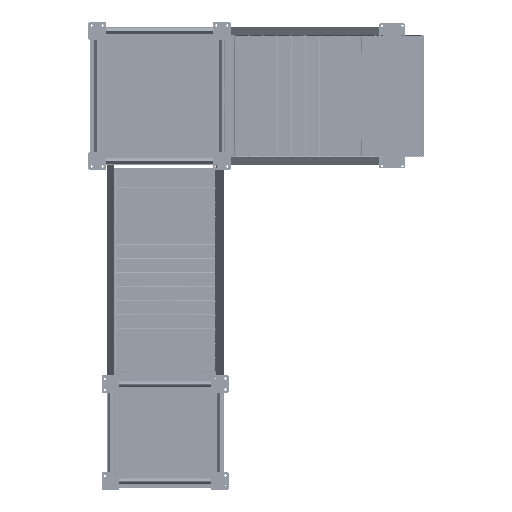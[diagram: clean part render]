
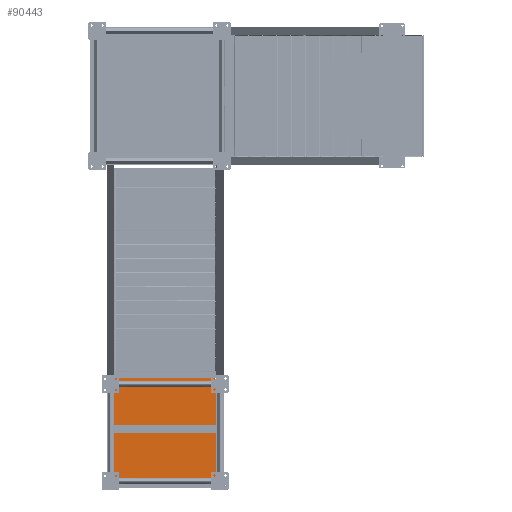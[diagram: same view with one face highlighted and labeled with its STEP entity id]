
A CAD part, front view. The second image highlights one B-rep face of the part: STEP entity #90443.
In plain terms, the highlighted free-form (B-spline) face has degree [1, 1] with [2, 2] control points.
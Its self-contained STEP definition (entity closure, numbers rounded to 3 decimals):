
#90025 = EDGE_CURVE('',#90026,#90028,#90030,.T.);
#90026 = VERTEX_POINT('',#90027);
#90027 = CARTESIAN_POINT('',(-471.18,3372.204,
    2544.597));
#90028 = VERTEX_POINT('',#90029);
#90029 = CARTESIAN_POINT('',(-456.97,3372.204,
    2558.807));
#90030 = ( BOUNDED_CURVE() B_SPLINE_CURVE(2,(#90031,#90032,#90033),
.UNSPECIFIED.,.F.,.F.) B_SPLINE_CURVE_WITH_KNOTS((3,3),(4.712,
6.283),.PIECEWISE_BEZIER_KNOTS.) CURVE() 
GEOMETRIC_REPRESENTATION_ITEM() RATIONAL_B_SPLINE_CURVE((1.,
0.707,1.)) REPRESENTATION_ITEM('') );
#90031 = CARTESIAN_POINT('',(-471.18,3372.204,
    2544.597));
#90032 = CARTESIAN_POINT('',(-456.97,3372.204,
    2544.597));
#90033 = CARTESIAN_POINT('',(-456.97,3372.204,
    2558.807));
#90065 = EDGE_CURVE('',#90066,#90068,#90070,.T.);
#90066 = VERTEX_POINT('',#90067);
#90067 = CARTESIAN_POINT('',(-1664.821,3372.204,
    2558.807));
#90068 = VERTEX_POINT('',#90069);
#90069 = CARTESIAN_POINT('',(-1650.611,3372.204,
    2544.597));
#90070 = ( BOUNDED_CURVE() B_SPLINE_CURVE(2,(#90071,#90072,#90073),
.UNSPECIFIED.,.F.,.F.) B_SPLINE_CURVE_WITH_KNOTS((3,3),(3.142,
4.712),.PIECEWISE_BEZIER_KNOTS.) CURVE() 
GEOMETRIC_REPRESENTATION_ITEM() RATIONAL_B_SPLINE_CURVE((1.,
0.707,1.)) REPRESENTATION_ITEM('') );
#90071 = CARTESIAN_POINT('',(-1664.821,3372.204,
    2558.807));
#90072 = CARTESIAN_POINT('',(-1664.821,3372.204,
    2544.597));
#90073 = CARTESIAN_POINT('',(-1650.611,3372.204,
    2544.597));
#90105 = EDGE_CURVE('',#90106,#90108,#90110,.T.);
#90106 = VERTEX_POINT('',#90107);
#90107 = CARTESIAN_POINT('',(-1650.611,3372.204,
    3752.449));
#90108 = VERTEX_POINT('',#90109);
#90109 = CARTESIAN_POINT('',(-1664.821,3372.204,
    3738.239));
#90110 = ( BOUNDED_CURVE() B_SPLINE_CURVE(2,(#90111,#90112,#90113),
.UNSPECIFIED.,.F.,.F.) B_SPLINE_CURVE_WITH_KNOTS((3,3),(1.571,
3.142),.PIECEWISE_BEZIER_KNOTS.) CURVE() 
GEOMETRIC_REPRESENTATION_ITEM() RATIONAL_B_SPLINE_CURVE((1.,
0.707,1.)) REPRESENTATION_ITEM('') );
#90111 = CARTESIAN_POINT('',(-1650.611,3372.204,
    3752.449));
#90112 = CARTESIAN_POINT('',(-1664.821,3372.204,
    3752.449));
#90113 = CARTESIAN_POINT('',(-1664.821,3372.204,
    3738.239));
#90145 = EDGE_CURVE('',#90146,#90148,#90150,.T.);
#90146 = VERTEX_POINT('',#90147);
#90147 = CARTESIAN_POINT('',(-456.97,3372.204,
    3738.239));
#90148 = VERTEX_POINT('',#90149);
#90149 = CARTESIAN_POINT('',(-471.18,3372.204,
    3752.449));
#90150 = ( BOUNDED_CURVE() B_SPLINE_CURVE(2,(#90151,#90152,#90153),
.UNSPECIFIED.,.F.,.F.) B_SPLINE_CURVE_WITH_KNOTS((3,3),(0.,
1.571),.PIECEWISE_BEZIER_KNOTS.) CURVE() 
GEOMETRIC_REPRESENTATION_ITEM() RATIONAL_B_SPLINE_CURVE((1.,
0.707,1.)) REPRESENTATION_ITEM('') );
#90151 = CARTESIAN_POINT('',(-456.97,3372.204,
    3738.239));
#90152 = CARTESIAN_POINT('',(-456.97,3372.204,
    3752.449));
#90153 = CARTESIAN_POINT('',(-471.18,3372.204,
    3752.449));
#90195 = VERTEX_POINT('',#90196);
#90196 = CARTESIAN_POINT('',(-456.97,3372.204,
    3706.977));
#90201 = EDGE_CURVE('',#90202,#90195,#90204,.T.);
#90202 = VERTEX_POINT('',#90203);
#90203 = CARTESIAN_POINT('',(-513.81,3372.204,
    3706.977));
#90204 = B_SPLINE_CURVE_WITH_KNOTS('',1,(#90205,#90206),.UNSPECIFIED.,
  .F.,.F.,(2,2),(0.,40.),.PIECEWISE_BEZIER_KNOTS.);
#90205 = CARTESIAN_POINT('',(-513.81,3372.204,
    3706.977));
#90206 = CARTESIAN_POINT('',(-456.97,3372.204,
    3706.977));
#90231 = VERTEX_POINT('',#90232);
#90232 = CARTESIAN_POINT('',(-513.81,3372.204,
    3650.136));
#90237 = EDGE_CURVE('',#90238,#90231,#90240,.T.);
#90238 = VERTEX_POINT('',#90239);
#90239 = CARTESIAN_POINT('',(-456.97,3372.204,
    3650.136));
#90240 = B_SPLINE_CURVE_WITH_KNOTS('',1,(#90241,#90242),.UNSPECIFIED.,
  .F.,.F.,(2,2),(-40.,0.),.PIECEWISE_BEZIER_KNOTS.);
#90241 = CARTESIAN_POINT('',(-456.97,3372.204,
    3650.136));
#90242 = CARTESIAN_POINT('',(-513.81,3372.204,
    3650.136));
#90258 = EDGE_CURVE('',#90231,#90202,#90259,.T.);
#90259 = ( BOUNDED_CURVE() B_SPLINE_CURVE(2,(#90260,#90261,#90262,#90263
,#90264),.UNSPECIFIED.,.F.,.F.) B_SPLINE_CURVE_WITH_KNOTS((3,2,3),(
    1.571,3.142,4.712),
.PIECEWISE_BEZIER_KNOTS.) CURVE() GEOMETRIC_REPRESENTATION_ITEM() 
RATIONAL_B_SPLINE_CURVE((1.,0.707,1.,0.707,1.)) 
REPRESENTATION_ITEM('') );
#90260 = CARTESIAN_POINT('',(-513.81,3372.204,
    3650.136));
#90261 = CARTESIAN_POINT('',(-542.23,3372.204,
    3650.136));
#90262 = CARTESIAN_POINT('',(-542.23,3372.204,
    3678.557));
#90263 = CARTESIAN_POINT('',(-542.23,3372.204,
    3706.977));
#90264 = CARTESIAN_POINT('',(-513.81,3372.204,
    3706.977));
#90299 = VERTEX_POINT('',#90300);
#90300 = CARTESIAN_POINT('',(-1664.821,3372.204,
    3652.978));
#90305 = EDGE_CURVE('',#90306,#90299,#90308,.T.);
#90306 = VERTEX_POINT('',#90307);
#90307 = CARTESIAN_POINT('',(-1615.086,3372.204,
    3652.978));
#90308 = B_SPLINE_CURVE_WITH_KNOTS('',1,(#90309,#90310),.UNSPECIFIED.,
  .F.,.F.,(2,2),(0.,35.),.PIECEWISE_BEZIER_KNOTS.);
#90309 = CARTESIAN_POINT('',(-1615.086,3372.204,
    3652.978));
#90310 = CARTESIAN_POINT('',(-1664.821,3372.204,
    3652.978));
#90335 = VERTEX_POINT('',#90336);
#90336 = CARTESIAN_POINT('',(-1615.086,3372.204,
    3709.819));
#90341 = EDGE_CURVE('',#90342,#90335,#90344,.T.);
#90342 = VERTEX_POINT('',#90343);
#90343 = CARTESIAN_POINT('',(-1664.821,3372.204,
    3709.819));
#90344 = B_SPLINE_CURVE_WITH_KNOTS('',1,(#90345,#90346),.UNSPECIFIED.,
  .F.,.F.,(2,2),(-35.,0.),.PIECEWISE_BEZIER_KNOTS.);
#90345 = CARTESIAN_POINT('',(-1664.821,3372.204,
    3709.819));
#90346 = CARTESIAN_POINT('',(-1615.086,3372.204,
    3709.819));
#90370 = EDGE_CURVE('',#90335,#90371,#90373,.T.);
#90371 = VERTEX_POINT('',#90372);
#90372 = CARTESIAN_POINT('',(-1586.666,3372.204,
    3681.399));
#90373 = ( BOUNDED_CURVE() B_SPLINE_CURVE(2,(#90374,#90375,#90376),
.UNSPECIFIED.,.F.,.F.) B_SPLINE_CURVE_WITH_KNOTS((3,3),(1.571,
3.142),.PIECEWISE_BEZIER_KNOTS.) CURVE() 
GEOMETRIC_REPRESENTATION_ITEM() RATIONAL_B_SPLINE_CURVE((1.,
0.707,1.)) REPRESENTATION_ITEM('') );
#90374 = CARTESIAN_POINT('',(-1615.086,3372.204,
    3709.819));
#90375 = CARTESIAN_POINT('',(-1586.666,3372.204,
    3709.819));
#90376 = CARTESIAN_POINT('',(-1586.666,3372.204,
    3681.399));
#90443 = ADVANCED_FACE('',(#90444),#90492,.F.);
#90444 = FACE_BOUND('',#90445,.T.);
#90445 = EDGE_LOOP('',(#90446,#90451,#90452,#90457,#90458,#90463,#90464,
    #90465,#90471,#90472,#90477,#90478,#90483,#90484,#90489,#90490,
    #90491));
#90446 = ORIENTED_EDGE('',*,*,#90447,.F.);
#90447 = EDGE_CURVE('',#90146,#90195,#90448,.T.);
#90448 = B_SPLINE_CURVE_WITH_KNOTS('',1,(#90449,#90450),.UNSPECIFIED.,
  .F.,.F.,(2,2),(-840.,-818.),.PIECEWISE_BEZIER_KNOTS.);
#90449 = CARTESIAN_POINT('',(-456.97,3372.204,
    3738.239));
#90450 = CARTESIAN_POINT('',(-456.97,3372.204,
    3706.977));
#90451 = ORIENTED_EDGE('',*,*,#90145,.T.);
#90452 = ORIENTED_EDGE('',*,*,#90453,.F.);
#90453 = EDGE_CURVE('',#90106,#90148,#90454,.T.);
#90454 = B_SPLINE_CURVE_WITH_KNOTS('',1,(#90455,#90456),.UNSPECIFIED.,
  .F.,.F.,(2,2),(10.,840.),.PIECEWISE_BEZIER_KNOTS.);
#90455 = CARTESIAN_POINT('',(-1650.611,3372.204,
    3752.449));
#90456 = CARTESIAN_POINT('',(-471.18,3372.204,
    3752.449));
#90457 = ORIENTED_EDGE('',*,*,#90105,.T.);
#90458 = ORIENTED_EDGE('',*,*,#90459,.F.);
#90459 = EDGE_CURVE('',#90342,#90108,#90460,.T.);
#90460 = B_SPLINE_CURVE_WITH_KNOTS('',1,(#90461,#90462),.UNSPECIFIED.,
  .F.,.F.,(2,2),(820.,840.),.PIECEWISE_BEZIER_KNOTS.);
#90461 = CARTESIAN_POINT('',(-1664.821,3372.204,
    3709.819));
#90462 = CARTESIAN_POINT('',(-1664.821,3372.204,
    3738.239));
#90463 = ORIENTED_EDGE('',*,*,#90341,.T.);
#90464 = ORIENTED_EDGE('',*,*,#90370,.T.);
#90465 = ORIENTED_EDGE('',*,*,#90466,.T.);
#90466 = EDGE_CURVE('',#90371,#90306,#90467,.T.);
#90467 = ( BOUNDED_CURVE() B_SPLINE_CURVE(2,(#90468,#90469,#90470),
.UNSPECIFIED.,.F.,.F.) B_SPLINE_CURVE_WITH_KNOTS((3,3),(3.142,
4.712),.PIECEWISE_BEZIER_KNOTS.) CURVE() 
GEOMETRIC_REPRESENTATION_ITEM() RATIONAL_B_SPLINE_CURVE((1.,
0.707,1.)) REPRESENTATION_ITEM('') );
#90468 = CARTESIAN_POINT('',(-1586.666,3372.204,
    3681.399));
#90469 = CARTESIAN_POINT('',(-1586.666,3372.204,
    3652.978));
#90470 = CARTESIAN_POINT('',(-1615.086,3372.204,
    3652.978));
#90471 = ORIENTED_EDGE('',*,*,#90305,.T.);
#90472 = ORIENTED_EDGE('',*,*,#90473,.F.);
#90473 = EDGE_CURVE('',#90066,#90299,#90474,.T.);
#90474 = B_SPLINE_CURVE_WITH_KNOTS('',1,(#90475,#90476),.UNSPECIFIED.,
  .F.,.F.,(2,2),(10.,780.),.PIECEWISE_BEZIER_KNOTS.);
#90475 = CARTESIAN_POINT('',(-1664.821,3372.204,
    2558.807));
#90476 = CARTESIAN_POINT('',(-1664.821,3372.204,
    3652.978));
#90477 = ORIENTED_EDGE('',*,*,#90065,.T.);
#90478 = ORIENTED_EDGE('',*,*,#90479,.F.);
#90479 = EDGE_CURVE('',#90026,#90068,#90480,.T.);
#90480 = B_SPLINE_CURVE_WITH_KNOTS('',1,(#90481,#90482),.UNSPECIFIED.,
  .F.,.F.,(2,2),(-840.,-10.),.PIECEWISE_BEZIER_KNOTS.);
#90481 = CARTESIAN_POINT('',(-471.18,3372.204,
    2544.597));
#90482 = CARTESIAN_POINT('',(-1650.611,3372.204,
    2544.597));
#90483 = ORIENTED_EDGE('',*,*,#90025,.T.);
#90484 = ORIENTED_EDGE('',*,*,#90485,.F.);
#90485 = EDGE_CURVE('',#90238,#90028,#90486,.T.);
#90486 = B_SPLINE_CURVE_WITH_KNOTS('',1,(#90487,#90488),.UNSPECIFIED.,
  .F.,.F.,(2,2),(-778.,-10.),.PIECEWISE_BEZIER_KNOTS.);
#90487 = CARTESIAN_POINT('',(-456.97,3372.204,
    3650.136));
#90488 = CARTESIAN_POINT('',(-456.97,3372.204,
    2558.807));
#90489 = ORIENTED_EDGE('',*,*,#90237,.T.);
#90490 = ORIENTED_EDGE('',*,*,#90258,.T.);
#90491 = ORIENTED_EDGE('',*,*,#90201,.T.);
#90492 = B_SPLINE_SURFACE_WITH_KNOTS('',1,1,(
    (#90493,#90494)
    ,(#90495,#90496
    )),.UNSPECIFIED.,.F.,.F.,.F.,(2,2),(2,2),(0.,850.),
  (-850.,0.),.PIECEWISE_BEZIER_KNOTS.);
#90493 = CARTESIAN_POINT('',(-1664.821,3372.204,
    3752.449));
#90494 = CARTESIAN_POINT('',(-1664.821,3372.204,
    2544.597));
#90495 = CARTESIAN_POINT('',(-456.97,3372.204,
    3752.449));
#90496 = CARTESIAN_POINT('',(-456.97,3372.204,
    2544.597));
